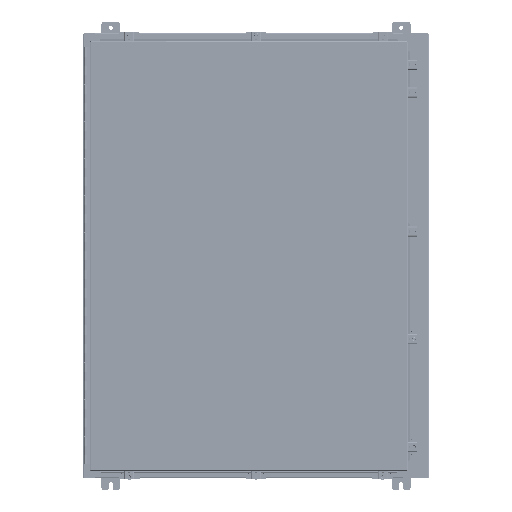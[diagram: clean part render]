
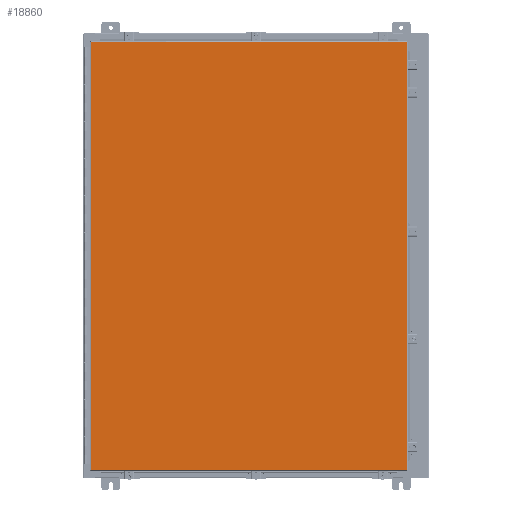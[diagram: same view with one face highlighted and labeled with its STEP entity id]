
A CAD part, top view. The second image highlights one B-rep face of the part: STEP entity #18860.
In plain terms, the highlighted planar face has unit normal (0, 0, 1).
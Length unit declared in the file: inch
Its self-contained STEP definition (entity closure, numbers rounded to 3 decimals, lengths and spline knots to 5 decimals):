
#1173=PLANE('',#20286);
#1988=FACE_OUTER_BOUND('',#2992,.T.);
#2992=EDGE_LOOP('',(#15528,#15529,#15530,#15531));
#4680=LINE('',#29907,#6476);
#4686=LINE('',#29988,#6482);
#4692=LINE('',#30070,#6488);
#4699=LINE('',#30151,#6495);
#6476=VECTOR('',#24401,46.1645);
#6482=VECTOR('',#24415,34.13325);
#6488=VECTOR('',#24429,46.1645);
#6495=VECTOR('',#24446,34.13325);
#8808=VERTEX_POINT('',#29898);
#8809=VERTEX_POINT('',#29906);
#8812=VERTEX_POINT('',#29980);
#8816=VERTEX_POINT('',#30062);
#11127=EDGE_CURVE('',#8809,#8808,#4680,.T.);
#11137=EDGE_CURVE('',#8808,#8812,#4686,.T.);
#11147=EDGE_CURVE('',#8812,#8816,#4692,.T.);
#11158=EDGE_CURVE('',#8816,#8809,#4699,.T.);
#15528=ORIENTED_EDGE('',*,*,#11127,.T.);
#15529=ORIENTED_EDGE('',*,*,#11137,.T.);
#15530=ORIENTED_EDGE('',*,*,#11147,.T.);
#15531=ORIENTED_EDGE('',*,*,#11158,.T.);
#18860=ADVANCED_FACE('',(#1988),#1173,.T.);
#20286=AXIS2_PLACEMENT_3D('',#30219,#24456,#24457);
#24401=DIRECTION('',(0.,1.,0.));
#24415=DIRECTION('',(-1.,0.,0.));
#24429=DIRECTION('',(0.,-1.,0.));
#24446=DIRECTION('',(1.,0.,0.));
#24456=DIRECTION('center_axis',(0.,0.,1.));
#24457=DIRECTION('ref_axis',(1.,0.,0.));
#29898=CARTESIAN_POINT('',(34.2385,46.26975,0.074));
#29906=CARTESIAN_POINT('',(34.2385,0.10525,0.074));
#29907=CARTESIAN_POINT('',(34.2385,11.64638,0.074));
#29980=CARTESIAN_POINT('',(0.10525,46.26975,0.074));
#29988=CARTESIAN_POINT('',(25.70519,46.26975,0.074));
#30062=CARTESIAN_POINT('',(0.10525,0.10525,0.074));
#30070=CARTESIAN_POINT('',(0.10525,34.72863,0.074));
#30151=CARTESIAN_POINT('',(8.63856,0.10525,0.074));
#30219=CARTESIAN_POINT('Origin',(17.17188,23.1875,0.074));
